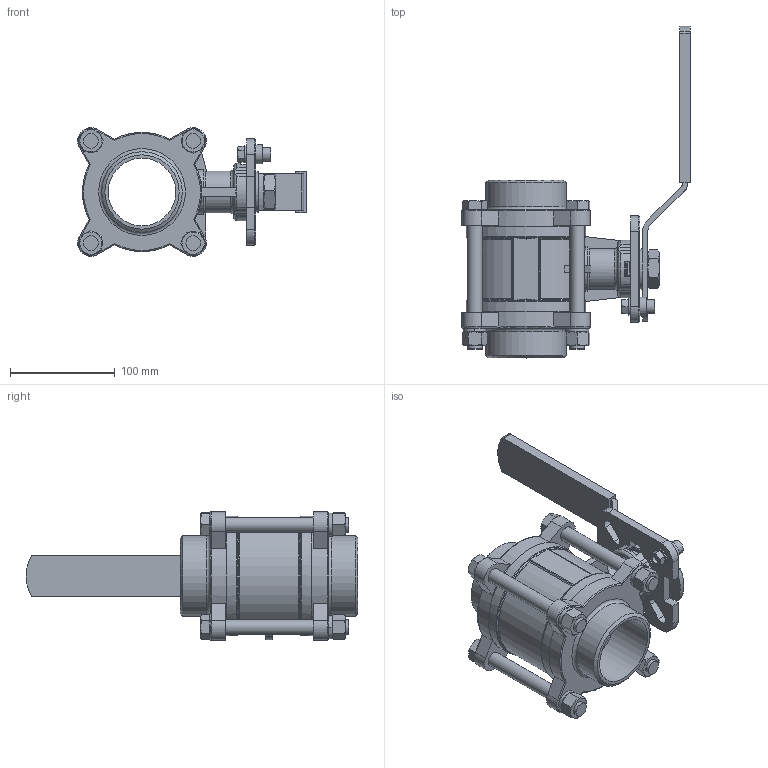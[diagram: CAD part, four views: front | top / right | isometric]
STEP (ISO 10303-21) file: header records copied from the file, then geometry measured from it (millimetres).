
FILE_DESCRIPTION(('STEP AP203'),'1');
FILE_NAME('2-1-2.stp','2023-01-17T05:44:53',(' '),(' '),'Spatial InterOp 3D',' ',' ');
FILE_SCHEMA(('CONFIG_CONTROL_DESIGN'));
Length unit declared in the file: millimetre
Products named in the file (23): 3PC______ 2-1-2; 阀杆; 小片; 填料; 压环; 碟簧; 非标螺母; 防松垫片; 钢垫; 手柄; 把套; 螺钉 ： 圆柱头 - M8.0 x 20.0; 螺母 ： 标准 - M8.0 x 6.8; 垫圈 ： 平垫圈 - M8.0 x 1.6; 定位套; 螺栓 ： 六角头 - M14.0 x 133.0; 螺母 ： 标准 - M14.0 x 12.8; 垫圈 ： 单圈弹簧 - M14.0 x 3.6; 阀盖; 阀体
Assembly tree (31 placements, depth 2):
  3PC______ 2-1-2
    阀杆
    小片
    填料
    压环
    碟簧
    碟簧
    非标螺母
    防松垫片
    钢垫
    手柄
    非标螺母
    把套
    螺钉 ： 圆柱头 - M8.0 x 20.0
    螺母 ： 标准 - M8.0 x 6.8
    垫圈 ： 平垫圈 - M8.0 x 1.6
    定位套
    螺栓 ： 六角头 - M14.0 x 133.0  x4
    螺母 ： 标准 - M14.0 x 12.8  x4
    垫圈 ： 单圈弹簧 - M14.0 x 3.6  x4
    阀盖
    阀盖
    阀体
Bounding box: 218.56 x 317.5 x 122.93 mm (x, y, z)
Volume: 863189.5 mm3; surface area: 300158.3 mm2
Topology: 31 solids, 31 shells, 657 faces, 1527 edges, 949 vertices
Faces by surface type: plane 290, cone 163, cylinder 148, torus 43, bspline 12, sphere 1
Full cylindrical faces by diameter (mm): 7.995 x1, 8 x3, 9 x1, 13 x2, 14 x8, 14.5 x9, 16 x1, 18 x1, 19.3 x1, 20.5 x2, 22 x4, 22.4 x1, 22.5 x1, 22.6 x2, 23 x1, 28 x2, 28.5 x1, 29.5 x2, 30 x2, 39 x1, 40 x2, 48 x1, 65 x2, 77 x2, 99 x1, 100.6 x2, 104.7 x2, 114 x4
Entity records: 17692 total; most frequent: CARTESIAN_POINT 4956, DIRECTION 2396, ORIENTED_EDGE 2280, EDGE_CURVE 1140, AXIS2_PLACEMENT_3D 970, VERTEX_POINT 770, EDGE_LOOP 699, FACE_OUTER_BOUND 594
